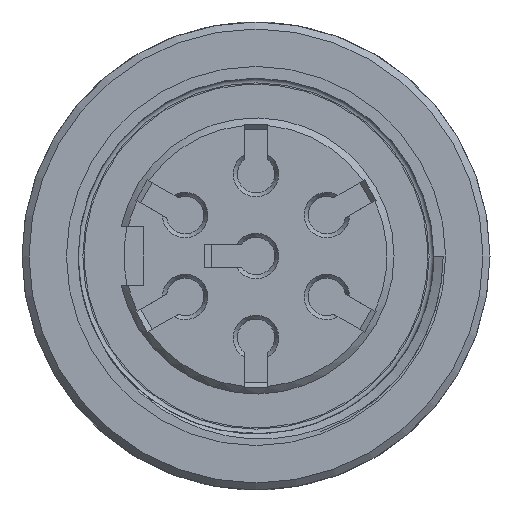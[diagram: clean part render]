
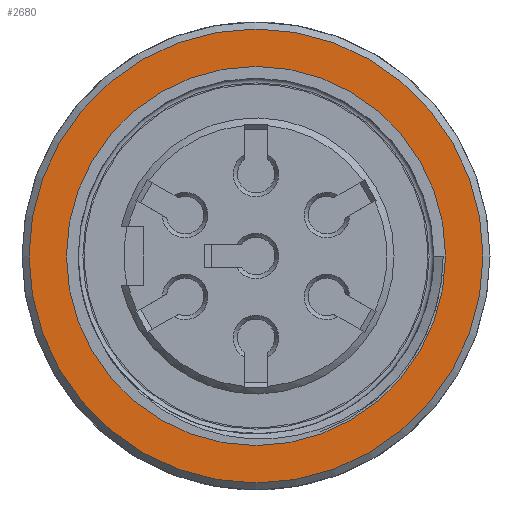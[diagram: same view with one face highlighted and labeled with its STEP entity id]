
A CAD part, front view. The second image highlights one B-rep face of the part: STEP entity #2680.
In plain terms, the highlighted planar face has unit normal (0, -1, 0).
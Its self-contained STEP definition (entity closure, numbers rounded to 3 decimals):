
#1719=FACE_BOUND('',#3984,.T.);
#1720=FACE_BOUND('',#3985,.T.);
#2117=PLANE('',#12699);
#2680=ADVANCED_FACE('',(#1719,#1720),#2117,.F.);
#3984=EDGE_LOOP('',(#9138));
#3985=EDGE_LOOP('',(#9139));
#9138=ORIENTED_EDGE('',*,*,#11937,.F.);
#9139=ORIENTED_EDGE('',*,*,#11938,.T.);
#10376=VERTEX_POINT('',#36802);
#10377=VERTEX_POINT('',#36805);
#11937=EDGE_CURVE('',#10376,#10376,#12186,.T.);
#11938=EDGE_CURVE('',#10377,#10377,#12187,.T.);
#12186=CIRCLE('',#12696,8.1);
#12187=CIRCLE('',#12698,9.7);
#12696=AXIS2_PLACEMENT_3D('',#36801,#14495,#14496);
#12698=AXIS2_PLACEMENT_3D('',#36804,#14499,#14500);
#12699=AXIS2_PLACEMENT_3D('',#36806,#14501,#14502);
#14495=DIRECTION('',(0.,-1.,0.));
#14496=DIRECTION('',(1.,0.,0.));
#14499=DIRECTION('',(0.,-1.,0.));
#14500=DIRECTION('',(1.,0.,0.));
#14501=DIRECTION('',(0.,1.,0.));
#14502=DIRECTION('',(-1.,0.,0.));
#36801=CARTESIAN_POINT('',(0.596,-24.756,0.));
#36802=CARTESIAN_POINT('',(8.696,-24.756,0.));
#36804=CARTESIAN_POINT('',(0.596,-24.756,0.));
#36805=CARTESIAN_POINT('',(10.296,-24.756,0.));
#36806=CARTESIAN_POINT('',(10.296,-24.756,0.));
